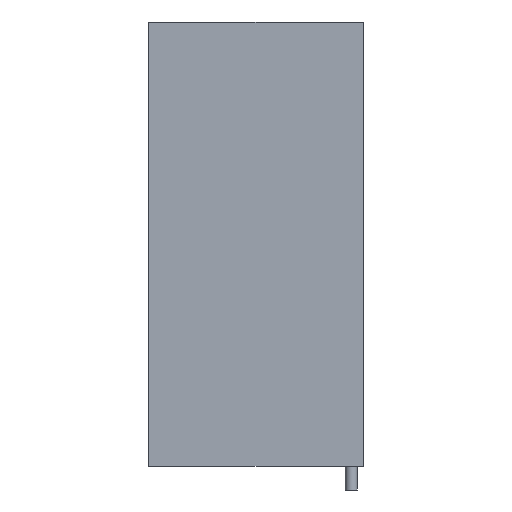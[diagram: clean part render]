
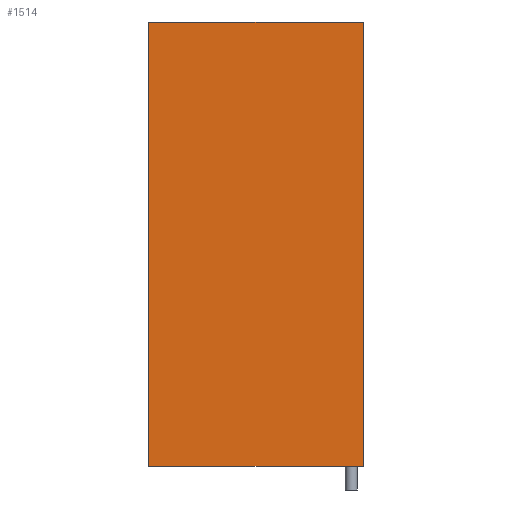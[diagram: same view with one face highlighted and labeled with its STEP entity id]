
A CAD part, front view. The second image highlights one B-rep face of the part: STEP entity #1514.
In plain terms, the highlighted planar face has unit normal (0, -1, 0).
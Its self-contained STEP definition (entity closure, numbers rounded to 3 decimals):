
#97 = VECTOR ( 'NONE', #768, 1000. ) ;
#115 = CARTESIAN_POINT ( 'NONE',  ( 135., 0., 280. ) ) ;
#116 = ORIENTED_EDGE ( 'NONE', *, *, #830, .T. ) ;
#130 = LINE ( 'NONE', #945, #866 ) ;
#232 = DIRECTION ( 'NONE',  ( 0., 1., 0. ) ) ;
#516 = LINE ( 'NONE', #1035, #867 ) ;
#577 = DIRECTION ( 'NONE',  ( 1., 0., 0. ) ) ;
#625 = VERTEX_POINT ( 'NONE', #115 ) ;
#660 = PLANE ( 'NONE',  #987 ) ;
#692 = ORIENTED_EDGE ( 'NONE', *, *, #953, .T. ) ;
#735 = LINE ( 'NONE', #1267, #1289 ) ;
#768 = DIRECTION ( 'NONE',  ( 1., 0., 0. ) ) ;
#830 = EDGE_CURVE ( 'NONE', #1246, #1047, #130, .T. ) ;
#866 = VECTOR ( 'NONE', #1501, 1000. ) ;
#867 = VECTOR ( 'NONE', #1732, 1000. ) ;
#938 = EDGE_CURVE ( 'NONE', #1246, #625, #995, .T. ) ;
#940 = EDGE_LOOP ( 'NONE', ( #692, #1692, #1389, #116 ) ) ;
#945 = CARTESIAN_POINT ( 'NONE',  ( 0., 0., 280. ) ) ;
#953 = EDGE_CURVE ( 'NONE', #1047, #1507, #735, .T. ) ;
#987 = AXIS2_PLACEMENT_3D ( 'NONE', #1192, #232, #1314 ) ;
#995 = LINE ( 'NONE', #1546, #97 ) ;
#1020 = FACE_OUTER_BOUND ( 'NONE', #940, .T. ) ;
#1035 = CARTESIAN_POINT ( 'NONE',  ( 135., 0., 280. ) ) ;
#1047 = VERTEX_POINT ( 'NONE', #1173 ) ;
#1051 = EDGE_CURVE ( 'NONE', #625, #1507, #516, .T. ) ;
#1173 = CARTESIAN_POINT ( 'NONE',  ( 0., 0., 0. ) ) ;
#1192 = CARTESIAN_POINT ( 'NONE',  ( 0., 0., 280. ) ) ;
#1246 = VERTEX_POINT ( 'NONE', #1275 ) ;
#1267 = CARTESIAN_POINT ( 'NONE',  ( 0., 0., 0. ) ) ;
#1275 = CARTESIAN_POINT ( 'NONE',  ( 0., 0., 280. ) ) ;
#1289 = VECTOR ( 'NONE', #577, 1000. ) ;
#1314 = DIRECTION ( 'NONE',  ( 0., 0., 1. ) ) ;
#1389 = ORIENTED_EDGE ( 'NONE', *, *, #938, .F. ) ;
#1501 = DIRECTION ( 'NONE',  ( 0., 0., -1. ) ) ;
#1507 = VERTEX_POINT ( 'NONE', #1573 ) ;
#1514 = ADVANCED_FACE ( 'NONE', ( #1020 ), #660, .F. ) ;
#1546 = CARTESIAN_POINT ( 'NONE',  ( 0., 0., 280. ) ) ;
#1573 = CARTESIAN_POINT ( 'NONE',  ( 135., 0., 0. ) ) ;
#1692 = ORIENTED_EDGE ( 'NONE', *, *, #1051, .F. ) ;
#1732 = DIRECTION ( 'NONE',  ( 0., 0., -1. ) ) ;
